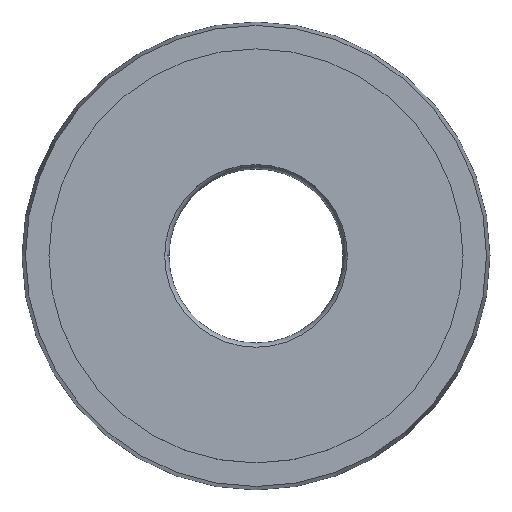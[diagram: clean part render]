
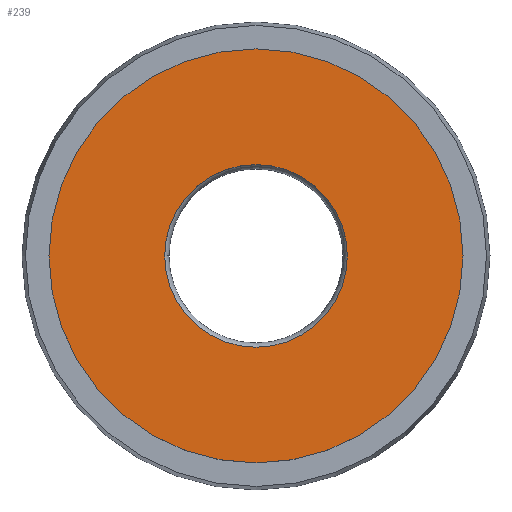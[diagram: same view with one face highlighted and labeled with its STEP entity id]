
A CAD part, top view. The second image highlights one B-rep face of the part: STEP entity #239.
In plain terms, the highlighted planar face has unit normal (0, 0, 1).
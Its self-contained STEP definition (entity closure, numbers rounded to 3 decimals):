
#33 = DIRECTION ( 'NONE',  ( 1., 0., 0. ) ) ;
#75 = VERTEX_POINT ( 'NONE', #158 ) ;
#79 = CIRCLE ( 'NONE', #303, 11.9 ) ;
#108 = EDGE_CURVE ( 'NONE', #119, #497, #405, .T. ) ;
#111 = DIRECTION ( 'NONE',  ( 0., 0., -1. ) ) ;
#112 = ORIENTED_EDGE ( 'NONE', *, *, #358, .T. ) ;
#119 = VERTEX_POINT ( 'NONE', #157 ) ;
#128 = DIRECTION ( 'NONE',  ( 1., 0., 0. ) ) ;
#129 = CIRCLE ( 'NONE', #236, 5.25 ) ;
#130 = CARTESIAN_POINT ( 'NONE',  ( 0., 0., 0. ) ) ;
#157 = CARTESIAN_POINT ( 'NONE',  ( 5.25, 0., 0. ) ) ;
#158 = CARTESIAN_POINT ( 'NONE',  ( -11.9, 0., 0. ) ) ;
#167 = PLANE ( 'NONE',  #262 ) ;
#215 = CIRCLE ( 'NONE', #601, 11.9 ) ;
#219 = VERTEX_POINT ( 'NONE', #495 ) ;
#236 = AXIS2_PLACEMENT_3D ( 'NONE', #336, #324, #33 ) ;
#239 = ADVANCED_FACE ( 'NONE', ( #611, #357 ), #167, .F. ) ;
#262 = AXIS2_PLACEMENT_3D ( 'NONE', #561, #111, #455 ) ;
#271 = DIRECTION ( 'NONE',  ( 0., 0., 1. ) ) ;
#293 = ORIENTED_EDGE ( 'NONE', *, *, #373, .F. ) ;
#303 = AXIS2_PLACEMENT_3D ( 'NONE', #564, #271, #417 ) ;
#324 = DIRECTION ( 'NONE',  ( 0., 0., 1. ) ) ;
#336 = CARTESIAN_POINT ( 'NONE',  ( 0., 0., 0. ) ) ;
#354 = DIRECTION ( 'NONE',  ( 1., 0., 0. ) ) ;
#357 = FACE_OUTER_BOUND ( 'NONE', #610, .T. ) ;
#358 = EDGE_CURVE ( 'NONE', #219, #75, #79, .T. ) ;
#373 = EDGE_CURVE ( 'NONE', #497, #119, #129, .T. ) ;
#405 = CIRCLE ( 'NONE', #592, 5.25 ) ;
#417 = DIRECTION ( 'NONE',  ( 1., 0., 0. ) ) ;
#422 = ORIENTED_EDGE ( 'NONE', *, *, #108, .F. ) ;
#436 = EDGE_CURVE ( 'NONE', #75, #219, #215, .T. ) ;
#445 = CARTESIAN_POINT ( 'NONE',  ( 0., 0., 0. ) ) ;
#455 = DIRECTION ( 'NONE',  ( -1., 0., 0. ) ) ;
#489 = ORIENTED_EDGE ( 'NONE', *, *, #436, .T. ) ;
#495 = CARTESIAN_POINT ( 'NONE',  ( 11.9, 0., 0. ) ) ;
#497 = VERTEX_POINT ( 'NONE', #573 ) ;
#537 = EDGE_LOOP ( 'NONE', ( #422, #293 ) ) ;
#549 = DIRECTION ( 'NONE',  ( 0., 0., 1. ) ) ;
#561 = CARTESIAN_POINT ( 'NONE',  ( 0., 0., 0. ) ) ;
#564 = CARTESIAN_POINT ( 'NONE',  ( 0., 0., 0. ) ) ;
#573 = CARTESIAN_POINT ( 'NONE',  ( -5.25, 0., 0. ) ) ;
#584 = DIRECTION ( 'NONE',  ( 0., 0., 1. ) ) ;
#592 = AXIS2_PLACEMENT_3D ( 'NONE', #445, #549, #354 ) ;
#601 = AXIS2_PLACEMENT_3D ( 'NONE', #130, #584, #128 ) ;
#610 = EDGE_LOOP ( 'NONE', ( #112, #489 ) ) ;
#611 = FACE_BOUND ( 'NONE', #537, .T. ) ;
